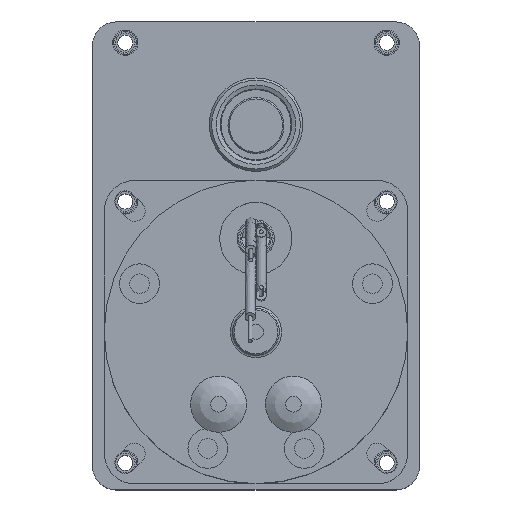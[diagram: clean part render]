
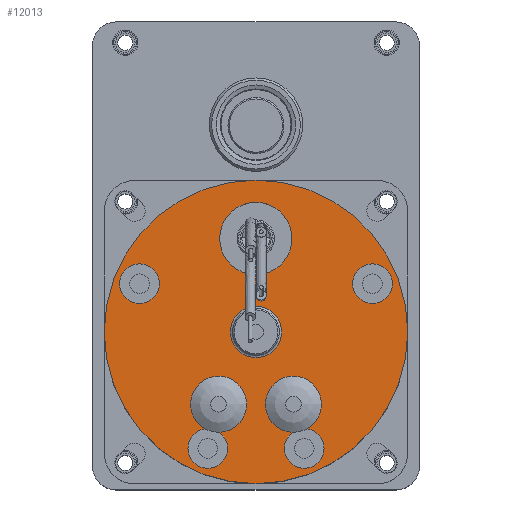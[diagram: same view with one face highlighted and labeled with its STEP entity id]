
A CAD part, top view. The second image highlights one B-rep face of the part: STEP entity #12013.
In plain terms, the highlighted face is planar.
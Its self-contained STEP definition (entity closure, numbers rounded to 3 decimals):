
#11406=CARTESIAN_POINT('',(6.487,-32.5,0.0));
#11407=VERTEX_POINT('',#11406);
#11408=CARTESIAN_POINT('',(6.487,0.0,0.0));
#11409=DIRECTION('',(-1.0,0.0,0.0));
#11410=DIRECTION('',(0.0,-1.0,0.0));
#11411=AXIS2_PLACEMENT_3D('',#11408,#11409,#11410);
#11412=CIRCLE('',#11411,32.5);
#11413=EDGE_CURVE('',#11407,#11407,#11412,.T.);
#11475=CARTESIAN_POINT('',(6.487,10.329,29.196));
#11476=VERTEX_POINT('',#11475);
#11477=CARTESIAN_POINT('',(6.487,10.329,24.946));
#11478=DIRECTION('',(1.0,0.0,0.0));
#11479=DIRECTION('',(0.0,0.0,1.0));
#11480=AXIS2_PLACEMENT_3D('',#11477,#11478,#11479);
#11481=CIRCLE('',#11480,4.25);
#11482=EDGE_CURVE('',#11476,#11476,#11481,.T.);
#11585=CARTESIAN_POINT('',(6.487,10.329,-20.696));
#11586=VERTEX_POINT('',#11585);
#11587=CARTESIAN_POINT('',(6.487,10.329,-24.946));
#11588=DIRECTION('',(1.0,0.0,0.0));
#11589=DIRECTION('',(0.0,0.0,1.0));
#11590=AXIS2_PLACEMENT_3D('',#11587,#11588,#11589);
#11591=CIRCLE('',#11590,4.25);
#11592=EDGE_CURVE('',#11586,#11586,#11591,.T.);
#11695=CARTESIAN_POINT('',(6.487,-24.946,-6.079));
#11696=VERTEX_POINT('',#11695);
#11697=CARTESIAN_POINT('',(6.487,-24.946,-10.329));
#11698=DIRECTION('',(1.0,0.0,0.0));
#11699=DIRECTION('',(0.0,0.0,1.0));
#11700=AXIS2_PLACEMENT_3D('',#11697,#11698,#11699);
#11701=CIRCLE('',#11700,4.25);
#11702=EDGE_CURVE('',#11696,#11696,#11701,.T.);
#11805=CARTESIAN_POINT('',(6.487,-24.946,14.579));
#11806=VERTEX_POINT('',#11805);
#11807=CARTESIAN_POINT('',(6.487,-24.946,10.329));
#11808=DIRECTION('',(1.0,0.0,0.0));
#11809=DIRECTION('',(0.0,0.0,1.0));
#11810=AXIS2_PLACEMENT_3D('',#11807,#11808,#11809);
#11811=CIRCLE('',#11810,4.25);
#11812=EDGE_CURVE('',#11806,#11806,#11811,.T.);
#11925=CARTESIAN_POINT('',(6.487,-15.5,-3.45));
#11926=VERTEX_POINT('',#11925);
#11927=CARTESIAN_POINT('',(6.487,-15.5,-8.));
#11928=DIRECTION('',(-1.0,0.0,0.0));
#11929=DIRECTION('',(0.0,0.0,-1.0));
#11930=AXIS2_PLACEMENT_3D('',#11927,#11928,#11929);
#11931=CIRCLE('',#11930,4.55);
#11932=EDGE_CURVE('',#11926,#11926,#11931,.T.);
#11957=CARTESIAN_POINT('',(6.487,-18.75,0.0));
#11958=DIRECTION('',(-1.0,0.0,0.0));
#11959=DIRECTION('',(0.0,0.0,1.0));
#11960=AXIS2_PLACEMENT_3D('',#11957,#11958,#11959);
#11961=PLANE('',#11960);
#11962=ORIENTED_EDGE('',*,*,#11413,.T.);
#11963=EDGE_LOOP('',(#11962));
#11964=FACE_OUTER_BOUND('',#11963,.T.);
#11965=ORIENTED_EDGE('',*,*,#11482,.T.);
#11966=EDGE_LOOP('',(#11965));
#11967=FACE_BOUND('',#11966,.T.);
#11968=ORIENTED_EDGE('',*,*,#11592,.T.);
#11969=EDGE_LOOP('',(#11968));
#11970=FACE_BOUND('',#11969,.T.);
#11971=ORIENTED_EDGE('',*,*,#11702,.T.);
#11972=EDGE_LOOP('',(#11971));
#11973=FACE_BOUND('',#11972,.T.);
#11974=ORIENTED_EDGE('',*,*,#11812,.T.);
#11975=EDGE_LOOP('',(#11974));
#11976=FACE_BOUND('',#11975,.T.);
#11977=CARTESIAN_POINT('',(6.487,20.0,7.711));
#11978=VERTEX_POINT('',#11977);
#11979=CARTESIAN_POINT('',(6.487,20.0,-0.039));
#11980=DIRECTION('',(1.0,0.0,0.0));
#11981=DIRECTION('',(0.0,0.0,-1.0));
#11982=AXIS2_PLACEMENT_3D('',#11979,#11980,#11981);
#11983=CIRCLE('',#11982,7.75);
#11984=EDGE_CURVE('',#11978,#11978,#11983,.T.);
#11985=ORIENTED_EDGE('',*,*,#11984,.T.);
#11986=EDGE_LOOP('',(#11985));
#11987=FACE_BOUND('',#11986,.T.);
#11988=CARTESIAN_POINT('',(6.487,-5.5,0.0));
#11989=VERTEX_POINT('',#11988);
#11990=CARTESIAN_POINT('',(6.487,0.0,0.0));
#11991=DIRECTION('',(-1.0,0.0,0.0));
#11992=DIRECTION('',(0.0,1.0,0.0));
#11993=AXIS2_PLACEMENT_3D('',#11990,#11991,#11992);
#11994=CIRCLE('',#11993,5.5);
#11995=EDGE_CURVE('',#11989,#11989,#11994,.T.);
#11996=ORIENTED_EDGE('',*,*,#11995,.F.);
#11997=EDGE_LOOP('',(#11996));
#11998=FACE_BOUND('',#11997,.T.);
#11999=CARTESIAN_POINT('',(6.487,-15.5,12.25));
#12000=VERTEX_POINT('',#11999);
#12001=CARTESIAN_POINT('',(6.487,-15.5,8.));
#12002=DIRECTION('',(1.0,0.0,0.0));
#12003=DIRECTION('',(0.0,0.0,-1.0));
#12004=AXIS2_PLACEMENT_3D('',#12001,#12002,#12003);
#12005=CIRCLE('',#12004,4.25);
#12006=EDGE_CURVE('',#12000,#12000,#12005,.T.);
#12007=ORIENTED_EDGE('',*,*,#12006,.T.);
#12008=EDGE_LOOP('',(#12007));
#12009=FACE_BOUND('',#12008,.T.);
#12010=ORIENTED_EDGE('',*,*,#11932,.F.);
#12011=EDGE_LOOP('',(#12010));
#12012=FACE_BOUND('',#12011,.T.);
#12013=ADVANCED_FACE('',(#11964,#11967,#11970,#11973,#11976,#11987,#11998,#12009,#12012),#11961,.T.);
